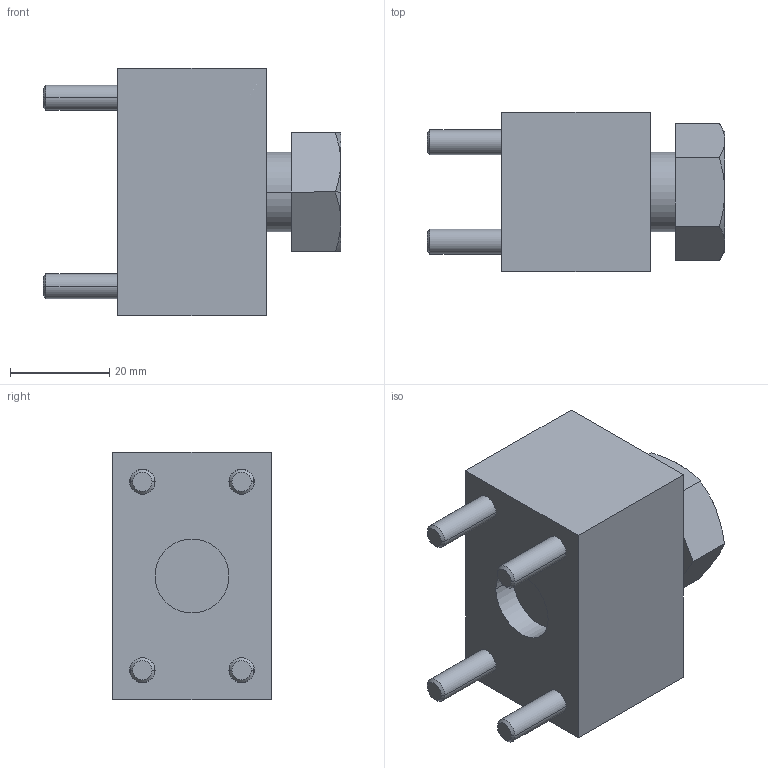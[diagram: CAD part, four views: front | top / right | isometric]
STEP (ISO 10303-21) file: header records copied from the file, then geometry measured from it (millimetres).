
FILE_DESCRIPTION(('STEP AP214'),'1');
FILE_NAME('halderv_eh_1990_115.stp','2018-06-12T10:13:19',('TraceParts'),('TraceParts S.A.'),'Spatial InterOp 3D',' ',' ');
FILE_SCHEMA(('automotive_design'));
Length unit declared in the file: millimetre
Products named in the file (6): halderv_eh_1990_115_1; halderv_eh_1990_115_2; halderv_eh_1990_115_3; halderv_eh_1990_115_4; halderv_eh_1990_115_5; halderv_eh_1990_115_6
Bounding box: 60 x 32 x 50 mm (x, y, z)
Volume: 54645.5 mm3; surface area: 18027.6 mm2
Topology: 6 solids, 6 shells, 123 faces, 278 edges, 180 vertices
Faces by surface type: plane 59, cylinder 36, cone 20, torus 8
Entity records: 4411 total; most frequent: DIRECTION 644, CARTESIAN_POINT 635, ORIENTED_EDGE 556, EDGE_CURVE 278, AXIS2_PLACEMENT_3D 249, VERTEX_POINT 180, EDGE_LOOP 146, LINE 146
